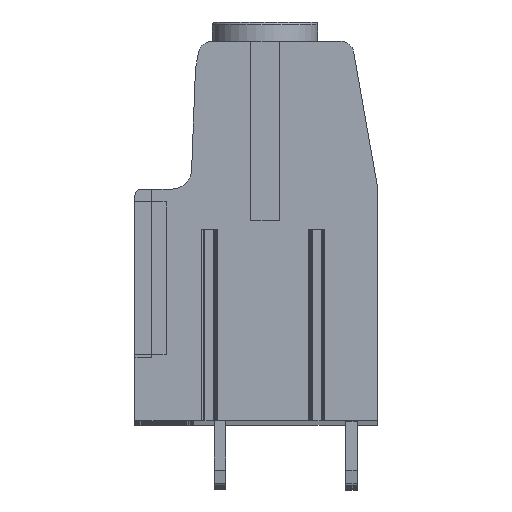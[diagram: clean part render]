
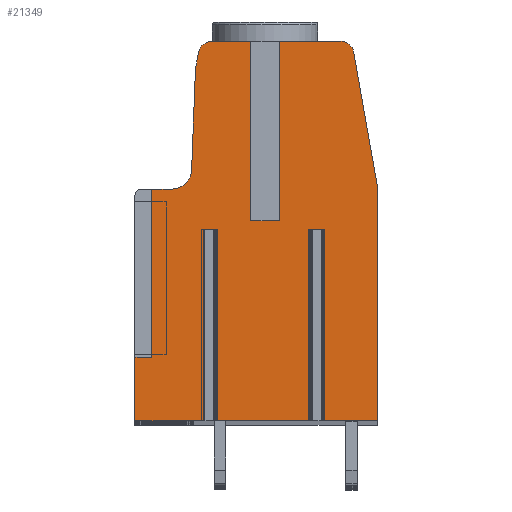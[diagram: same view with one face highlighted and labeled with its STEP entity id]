
A CAD part, top view. The second image highlights one B-rep face of the part: STEP entity #21349.
In plain terms, the highlighted planar face has unit normal (0, 0, 1).
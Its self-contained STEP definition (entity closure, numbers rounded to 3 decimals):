
#16=DIRECTION('',(0.,-1.,0.));
#17=VECTOR('',#16,13.85);
#18=CARTESIAN_POINT('',(1.8,13.9,195.58));
#19=LINE('',#18,#17);
#20=DIRECTION('',(-1.,0.,0.));
#21=VECTOR('',#20,4.762);
#22=CARTESIAN_POINT('',(6.562,13.9,195.58));
#23=LINE('',#22,#21);
#24=CARTESIAN_POINT('',(6.562,12.9,195.58));
#25=DIRECTION('',(0.,0.,1.));
#26=DIRECTION('',(0.985,0.174,0.));
#27=AXIS2_PLACEMENT_3D('',#24,#25,#26);
#29=DIRECTION('',(-0.174,0.985,0.));
#30=VECTOR('',#29,10.381);
#31=CARTESIAN_POINT('',(9.35,2.85,195.58));
#32=LINE('',#31,#30);
#33=DIRECTION('',(0.,1.,0.));
#34=VECTOR('',#33,18.25);
#35=CARTESIAN_POINT('',(9.35,-15.4,195.58));
#36=LINE('',#35,#34);
#37=DIRECTION('',(1.,0.,0.));
#38=VECTOR('',#37,4.173);
#39=CARTESIAN_POINT('',(5.177,-15.4,195.58));
#40=LINE('',#39,#38);
#41=DIRECTION('',(0.,-1.,0.));
#42=VECTOR('',#41,14.8);
#43=CARTESIAN_POINT('',(5.177,-0.6,195.58));
#44=LINE('',#43,#42);
#45=DIRECTION('',(-1.,0.,0.));
#46=VECTOR('',#45,0.955);
#47=CARTESIAN_POINT('',(5.177,-0.6,195.58));
#48=LINE('',#47,#46);
#49=DIRECTION('',(0.,-1.,0.));
#50=VECTOR('',#49,14.8);
#51=CARTESIAN_POINT('',(4.223,-0.6,195.58));
#52=LINE('',#51,#50);
#53=DIRECTION('',(1.,0.,0.));
#54=VECTOR('',#53,7.345);
#55=CARTESIAN_POINT('',(-3.123,-15.4,195.58));
#56=LINE('',#55,#54);
#57=DIRECTION('',(0.,-1.,0.));
#58=VECTOR('',#57,14.8);
#59=CARTESIAN_POINT('',(-3.123,-0.6,195.58));
#60=LINE('',#59,#58);
#61=DIRECTION('',(-1.,0.,0.));
#62=VECTOR('',#61,0.955);
#63=CARTESIAN_POINT('',(-3.123,-0.6,195.58));
#64=LINE('',#63,#62);
#65=DIRECTION('',(0.,-1.,0.));
#66=VECTOR('',#65,14.8);
#67=CARTESIAN_POINT('',(-4.077,-0.6,195.58));
#68=LINE('',#67,#66);
#69=DIRECTION('',(1.,0.,0.));
#70=VECTOR('',#69,5.273);
#71=CARTESIAN_POINT('',(-9.35,-15.4,195.58));
#72=LINE('',#71,#70);
#73=DIRECTION('',(0.,-1.,0.));
#74=VECTOR('',#73,4.9);
#75=CARTESIAN_POINT('',(-9.35,-10.5,195.58));
#76=LINE('',#75,#74);
#77=DIRECTION('',(1.,0.,0.));
#78=VECTOR('',#77,1.3);
#79=CARTESIAN_POINT('',(-9.35,-10.5,195.58));
#80=LINE('',#79,#78);
#81=DIRECTION('',(0.,1.,0.));
#82=VECTOR('',#81,13.);
#83=CARTESIAN_POINT('',(-8.05,-10.5,195.58));
#84=LINE('',#83,#82);
#85=DIRECTION('',(-1.,0.,0.));
#86=VECTOR('',#85,1.578);
#87=CARTESIAN_POINT('',(-6.472,2.5,195.58));
#88=LINE('',#87,#86);
#89=CARTESIAN_POINT('',(-6.472,4.,195.58));
#90=DIRECTION('',(0.,0.,-1.));
#91=DIRECTION('',(0.999,-0.038,0.));
#92=AXIS2_PLACEMENT_3D('',#89,#90,#91);
#94=DIRECTION('',(-0.038,-0.999,0.));
#95=VECTOR('',#94,7.704);
#96=CARTESIAN_POINT('',(-4.681,11.641,195.58));
#97=LINE('',#96,#95);
#98=CARTESIAN_POINT('',(-1.683,11.527,195.58));
#99=DIRECTION('',(0.,0.,1.));
#100=DIRECTION('',(-0.978,0.208,0.));
#101=AXIS2_PLACEMENT_3D('',#98,#99,#100);
#103=DIRECTION('',(-0.208,-0.978,0.));
#104=VECTOR('',#103,0.978);
#105=CARTESIAN_POINT('',(-4.414,13.108,195.58));
#106=LINE('',#105,#104);
#107=CARTESIAN_POINT('',(-3.436,12.9,195.58));
#108=DIRECTION('',(0.,0.,1.));
#109=DIRECTION('',(0.,1.,0.));
#110=AXIS2_PLACEMENT_3D('',#107,#108,#109);
#112=DIRECTION('',(-1.,0.,0.));
#113=VECTOR('',#112,3.036);
#114=CARTESIAN_POINT('',(-0.4,13.9,195.58));
#115=LINE('',#114,#113);
#116=DIRECTION('',(0.,-1.,0.));
#117=VECTOR('',#116,13.85);
#118=CARTESIAN_POINT('',(-0.4,13.9,195.58));
#119=LINE('',#118,#117);
#120=DIRECTION('',(1.,0.,0.));
#121=VECTOR('',#120,2.2);
#122=CARTESIAN_POINT('',(-0.4,0.05,195.58));
#123=LINE('',#122,#121);
#16586=CARTESIAN_POINT('',(9.35,-15.4,195.58));
#16587=CARTESIAN_POINT('',(9.35,2.85,195.58));
#16588=VERTEX_POINT('',#16586);
#16589=VERTEX_POINT('',#16587);
#16590=CARTESIAN_POINT('',(7.547,13.074,195.58));
#16591=VERTEX_POINT('',#16590);
#16592=CARTESIAN_POINT('',(6.562,13.9,195.58));
#16593=VERTEX_POINT('',#16592);
#16594=CARTESIAN_POINT('',(-3.436,13.9,195.58));
#16595=CARTESIAN_POINT('',(-4.414,13.108,195.58));
#16596=VERTEX_POINT('',#16594);
#16597=VERTEX_POINT('',#16595);
#16598=CARTESIAN_POINT('',(-4.617,12.151,195.58));
#16599=VERTEX_POINT('',#16598);
#16600=CARTESIAN_POINT('',(-4.681,11.641,195.58));
#16601=VERTEX_POINT('',#16600);
#16602=CARTESIAN_POINT('',(-4.973,3.943,195.58));
#16603=VERTEX_POINT('',#16602);
#16604=CARTESIAN_POINT('',(-6.472,2.5,195.58));
#16605=VERTEX_POINT('',#16604);
#16722=CARTESIAN_POINT('',(5.177,-15.4,195.58));
#16723=VERTEX_POINT('',#16722);
#16725=CARTESIAN_POINT('',(4.223,-15.4,195.58));
#16727=VERTEX_POINT('',#16725);
#16738=CARTESIAN_POINT('',(-3.123,-15.4,195.58));
#16739=VERTEX_POINT('',#16738);
#16741=CARTESIAN_POINT('',(-4.077,-15.4,195.58));
#16743=VERTEX_POINT('',#16741);
#16748=CARTESIAN_POINT('',(5.177,-0.6,195.58));
#16749=CARTESIAN_POINT('',(4.223,-0.6,195.58));
#16750=VERTEX_POINT('',#16748);
#16751=VERTEX_POINT('',#16749);
#16752=CARTESIAN_POINT('',(-3.123,-0.6,195.58));
#16753=CARTESIAN_POINT('',(-4.077,-0.6,195.58));
#16754=VERTEX_POINT('',#16752);
#16755=VERTEX_POINT('',#16753);
#16756=CARTESIAN_POINT('',(-9.35,-15.4,195.58));
#16757=VERTEX_POINT('',#16756);
#16960=CARTESIAN_POINT('',(-9.35,-10.5,195.58));
#16961=CARTESIAN_POINT('',(-8.05,-10.5,195.58));
#16962=VERTEX_POINT('',#16960);
#16963=VERTEX_POINT('',#16961);
#16964=CARTESIAN_POINT('',(-8.05,2.5,195.58));
#16965=VERTEX_POINT('',#16964);
#17116=CARTESIAN_POINT('',(1.8,13.9,195.58));
#17117=CARTESIAN_POINT('',(1.8,0.05,195.58));
#17118=VERTEX_POINT('',#17116);
#17119=VERTEX_POINT('',#17117);
#17120=CARTESIAN_POINT('',(-0.4,13.9,195.58));
#17121=CARTESIAN_POINT('',(-0.4,0.05,195.58));
#17122=VERTEX_POINT('',#17120);
#17123=VERTEX_POINT('',#17121);
#21290=CARTESIAN_POINT('',(0.,0.,195.58));
#21291=DIRECTION('',(0.,0.,1.));
#21292=DIRECTION('',(1.,0.,0.));
#21293=AXIS2_PLACEMENT_3D('',#21290,#21291,#21292);
#21294=PLANE('',#21293);
#21296=ORIENTED_EDGE('',*,*,#21295,.F.);
#21298=ORIENTED_EDGE('',*,*,#21297,.F.);
#21300=ORIENTED_EDGE('',*,*,#21299,.F.);
#21302=ORIENTED_EDGE('',*,*,#21301,.F.);
#21304=ORIENTED_EDGE('',*,*,#21303,.F.);
#21306=ORIENTED_EDGE('',*,*,#21305,.F.);
#21308=ORIENTED_EDGE('',*,*,#21307,.F.);
#21310=ORIENTED_EDGE('',*,*,#21309,.T.);
#21312=ORIENTED_EDGE('',*,*,#21311,.T.);
#21314=ORIENTED_EDGE('',*,*,#21313,.F.);
#21316=ORIENTED_EDGE('',*,*,#21315,.F.);
#21318=ORIENTED_EDGE('',*,*,#21317,.T.);
#21320=ORIENTED_EDGE('',*,*,#21319,.T.);
#21322=ORIENTED_EDGE('',*,*,#21321,.F.);
#21324=ORIENTED_EDGE('',*,*,#21323,.F.);
#21326=ORIENTED_EDGE('',*,*,#21325,.T.);
#21328=ORIENTED_EDGE('',*,*,#21327,.T.);
#21330=ORIENTED_EDGE('',*,*,#21329,.F.);
#21332=ORIENTED_EDGE('',*,*,#21331,.F.);
#21334=ORIENTED_EDGE('',*,*,#21333,.F.);
#21336=ORIENTED_EDGE('',*,*,#21335,.F.);
#21338=ORIENTED_EDGE('',*,*,#21337,.F.);
#21340=ORIENTED_EDGE('',*,*,#21339,.F.);
#21342=ORIENTED_EDGE('',*,*,#21341,.F.);
#21344=ORIENTED_EDGE('',*,*,#21343,.T.);
#21346=ORIENTED_EDGE('',*,*,#21345,.T.);
#21347=EDGE_LOOP('',(#21296,#21298,#21300,#21302,#21304,#21306,#21308,#21310,
#21312,#21314,#21316,#21318,#21320,#21322,#21324,#21326,#21328,#21330,#21332,
#21334,#21336,#21338,#21340,#21342,#21344,#21346));
#21348=FACE_OUTER_BOUND('',#21347,.F.);
#28=CIRCLE('',#27,1.);
#93=CIRCLE('',#92,1.5);
#102=CIRCLE('',#101,3.);
#111=CIRCLE('',#110,1.);
#21295=EDGE_CURVE('',#17118,#17119,#19,.T.);
#21297=EDGE_CURVE('',#16593,#17118,#23,.T.);
#21299=EDGE_CURVE('',#16591,#16593,#28,.T.);
#21301=EDGE_CURVE('',#16589,#16591,#32,.T.);
#21303=EDGE_CURVE('',#16588,#16589,#36,.T.);
#21305=EDGE_CURVE('',#16723,#16588,#40,.T.);
#21307=EDGE_CURVE('',#16750,#16723,#44,.T.);
#21309=EDGE_CURVE('',#16750,#16751,#48,.T.);
#21311=EDGE_CURVE('',#16751,#16727,#52,.T.);
#21313=EDGE_CURVE('',#16739,#16727,#56,.T.);
#21315=EDGE_CURVE('',#16754,#16739,#60,.T.);
#21317=EDGE_CURVE('',#16754,#16755,#64,.T.);
#21319=EDGE_CURVE('',#16755,#16743,#68,.T.);
#21321=EDGE_CURVE('',#16757,#16743,#72,.T.);
#21323=EDGE_CURVE('',#16962,#16757,#76,.T.);
#21325=EDGE_CURVE('',#16962,#16963,#80,.T.);
#21327=EDGE_CURVE('',#16963,#16965,#84,.T.);
#21329=EDGE_CURVE('',#16605,#16965,#88,.T.);
#21331=EDGE_CURVE('',#16603,#16605,#93,.T.);
#21333=EDGE_CURVE('',#16601,#16603,#97,.T.);
#21335=EDGE_CURVE('',#16599,#16601,#102,.T.);
#21337=EDGE_CURVE('',#16597,#16599,#106,.T.);
#21339=EDGE_CURVE('',#16596,#16597,#111,.T.);
#21341=EDGE_CURVE('',#17122,#16596,#115,.T.);
#21343=EDGE_CURVE('',#17122,#17123,#119,.T.);
#21345=EDGE_CURVE('',#17123,#17119,#123,.T.);
#21349=ADVANCED_FACE('',(#21348),#21294,.T.);
